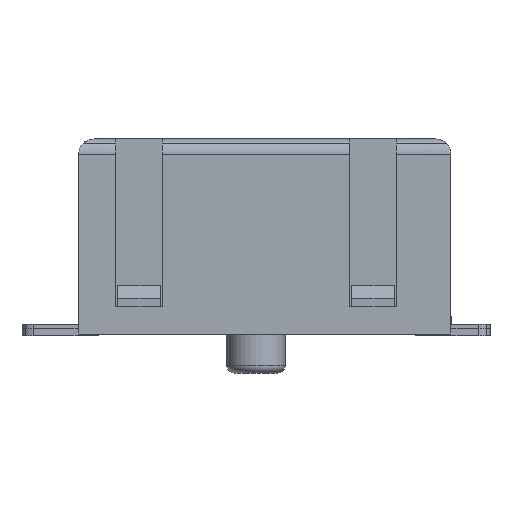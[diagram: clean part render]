
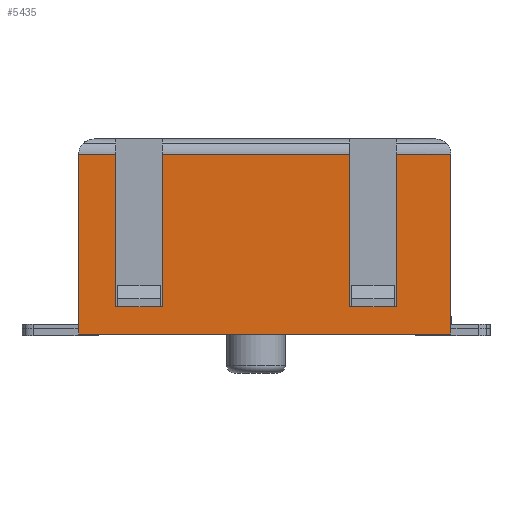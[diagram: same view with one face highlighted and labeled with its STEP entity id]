
A CAD part, left-side view. The second image highlights one B-rep face of the part: STEP entity #5435.
In plain terms, the highlighted planar face has unit normal (-1, 0, 0).
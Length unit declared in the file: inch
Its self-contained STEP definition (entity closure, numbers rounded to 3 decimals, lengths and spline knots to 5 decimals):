
#17 = LINE ( 'NONE', #10229, #8282 ) ;
#196 = DIRECTION ( 'NONE',  ( 0., -1., 0. ) ) ;
#280 = CARTESIAN_POINT ( 'NONE',  ( 2.6878, 2.73783, -0.71452 ) ) ;
#695 = VERTEX_POINT ( 'NONE', #4642 ) ;
#761 = CARTESIAN_POINT ( 'NONE',  ( 2.6878, 2.73783, -0.69878 ) ) ;
#1106 = VECTOR ( 'NONE', #11801, 39.37008 ) ;
#1197 = EDGE_CURVE ( 'NONE', #3259, #14423, #11354, .T. ) ;
#1225 = CARTESIAN_POINT ( 'NONE',  ( 2.6878, 2.46421, -0.86807 ) ) ;
#1258 = VECTOR ( 'NONE', #7940, 39.37008 ) ;
#1291 = LINE ( 'NONE', #1225, #10389 ) ;
#1333 = DIRECTION ( 'NONE',  ( 0., 1., 0. ) ) ;
#1408 = ORIENTED_EDGE ( 'NONE', *, *, #1607, .F. ) ;
#1470 = CARTESIAN_POINT ( 'NONE',  ( 2.6878, 2.70043, -0.71452 ) ) ;
#1607 = EDGE_CURVE ( 'NONE', #695, #3259, #2061, .T. ) ;
#1712 = EDGE_CURVE ( 'NONE', #695, #3075, #4746, .T. ) ;
#1851 = VECTOR ( 'NONE', #13311, 39.37008 ) ;
#1874 = CARTESIAN_POINT ( 'NONE',  ( 2.6878, 2.46421, -0.86807 ) ) ;
#1970 = CARTESIAN_POINT ( 'NONE',  ( 2.6878, 2.36185, -0.71452 ) ) ;
#1986 = FACE_OUTER_BOUND ( 'NONE', #3565, .T. ) ;
#2061 = LINE ( 'NONE', #5492, #1851 ) ;
#2123 = CARTESIAN_POINT ( 'NONE',  ( 2.6878, 2.41696, -0.71452 ) ) ;
#2168 = VERTEX_POINT ( 'NONE', #9412 ) ;
#2377 = CARTESIAN_POINT ( 'NONE',  ( 2.6878, 2.36185, -0.71452 ) ) ;
#2500 = ORIENTED_EDGE ( 'NONE', *, *, #13410, .F. ) ;
#2569 = CARTESIAN_POINT ( 'NONE',  ( 2.6878, 2.65318, -0.86807 ) ) ;
#2599 = CARTESIAN_POINT ( 'NONE',  ( 2.6878, 2.70043, -0.86807 ) ) ;
#2635 = VERTEX_POINT ( 'NONE', #13170 ) ;
#3075 = VERTEX_POINT ( 'NONE', #280 ) ;
#3259 = VERTEX_POINT ( 'NONE', #2599 ) ;
#3350 = VERTEX_POINT ( 'NONE', #1874 ) ;
#3517 = ORIENTED_EDGE ( 'NONE', *, *, #12314, .F. ) ;
#3565 = EDGE_LOOP ( 'NONE', ( #8058, #3517, #14186, #1408, #9913, #2500, #11549, #10508, #8597, #12897, #12234, #8085 ) ) ;
#3623 = VECTOR ( 'NONE', #6431, 39.37008 ) ;
#4325 = VERTEX_POINT ( 'NONE', #2123 ) ;
#4527 = AXIS2_PLACEMENT_3D ( 'NONE', #761, #13232, #10682 ) ;
#4623 = CARTESIAN_POINT ( 'NONE',  ( 2.6878, 2.70043, -0.86807 ) ) ;
#4626 = EDGE_CURVE ( 'NONE', #2168, #3350, #7797, .T. ) ;
#4642 = CARTESIAN_POINT ( 'NONE',  ( 2.6878, 2.70043, -0.71452 ) ) ;
#4746 = LINE ( 'NONE', #1470, #14441 ) ;
#4992 = LINE ( 'NONE', #5872, #12509 ) ;
#5435 = ADVANCED_FACE ( 'NONE', ( #1986 ), #10897, .T. ) ;
#5492 = CARTESIAN_POINT ( 'NONE',  ( 2.6878, 2.70043, -0.71452 ) ) ;
#5542 = CARTESIAN_POINT ( 'NONE',  ( 2.6878, 2.73783, -0.89563 ) ) ;
#5741 = CARTESIAN_POINT ( 'NONE',  ( 2.6878, 2.41696, -0.86807 ) ) ;
#5819 = LINE ( 'NONE', #11314, #7464 ) ;
#5872 = CARTESIAN_POINT ( 'NONE',  ( 2.6878, 2.36185, -0.89563 ) ) ;
#6023 = VECTOR ( 'NONE', #13544, 39.37008 ) ;
#6259 = VERTEX_POINT ( 'NONE', #6418 ) ;
#6398 = LINE ( 'NONE', #9615, #1106 ) ;
#6405 = VERTEX_POINT ( 'NONE', #2377 ) ;
#6418 = CARTESIAN_POINT ( 'NONE',  ( 2.6878, 2.36185, -0.89563 ) ) ;
#6431 = DIRECTION ( 'NONE',  ( 0., 1., 0. ) ) ;
#6724 = VERTEX_POINT ( 'NONE', #10172 ) ;
#6982 = LINE ( 'NONE', #5741, #11144 ) ;
#7178 = EDGE_CURVE ( 'NONE', #6724, #6259, #17, .T. ) ;
#7464 = VECTOR ( 'NONE', #11243, 39.37008 ) ;
#7797 = LINE ( 'NONE', #11431, #1258 ) ;
#7940 = DIRECTION ( 'NONE',  ( 0., 0., -1. ) ) ;
#8036 = EDGE_CURVE ( 'NONE', #3350, #2635, #1291, .T. ) ;
#8058 = ORIENTED_EDGE ( 'NONE', *, *, #9402, .T. ) ;
#8085 = ORIENTED_EDGE ( 'NONE', *, *, #4626, .F. ) ;
#8282 = VECTOR ( 'NONE', #13584, 39.37008 ) ;
#8597 = ORIENTED_EDGE ( 'NONE', *, *, #8753, .T. ) ;
#8657 = CARTESIAN_POINT ( 'NONE',  ( 2.6878, 2.65318, -0.71452 ) ) ;
#8753 = EDGE_CURVE ( 'NONE', #6405, #4325, #11979, .T. ) ;
#9368 = EDGE_CURVE ( 'NONE', #6259, #6405, #4992, .T. ) ;
#9402 = EDGE_CURVE ( 'NONE', #2168, #11201, #6398, .T. ) ;
#9412 = CARTESIAN_POINT ( 'NONE',  ( 2.6878, 2.46421, -0.71452 ) ) ;
#9615 = CARTESIAN_POINT ( 'NONE',  ( 2.6878, 2.46421, -0.71452 ) ) ;
#9913 = ORIENTED_EDGE ( 'NONE', *, *, #1712, .T. ) ;
#9944 = LINE ( 'NONE', #5542, #11447 ) ;
#10172 = CARTESIAN_POINT ( 'NONE',  ( 2.6878, 2.73783, -0.89563 ) ) ;
#10229 = CARTESIAN_POINT ( 'NONE',  ( 2.6878, 2.73783, -0.89563 ) ) ;
#10384 = EDGE_CURVE ( 'NONE', #2635, #4325, #6982, .T. ) ;
#10389 = VECTOR ( 'NONE', #196, 39.37008 ) ;
#10508 = ORIENTED_EDGE ( 'NONE', *, *, #9368, .T. ) ;
#10682 = DIRECTION ( 'NONE',  ( 0., 0., 1. ) ) ;
#10897 = PLANE ( 'NONE',  #4527 ) ;
#11144 = VECTOR ( 'NONE', #12524, 39.37008 ) ;
#11201 = VERTEX_POINT ( 'NONE', #8657 ) ;
#11243 = DIRECTION ( 'NONE',  ( 0., 0., 1. ) ) ;
#11314 = CARTESIAN_POINT ( 'NONE',  ( 2.6878, 2.65318, -0.86807 ) ) ;
#11354 = LINE ( 'NONE', #4623, #6023 ) ;
#11431 = CARTESIAN_POINT ( 'NONE',  ( 2.6878, 2.46421, -0.71452 ) ) ;
#11447 = VECTOR ( 'NONE', #12117, 39.37008 ) ;
#11549 = ORIENTED_EDGE ( 'NONE', *, *, #7178, .T. ) ;
#11801 = DIRECTION ( 'NONE',  ( 0., 1., 0. ) ) ;
#11979 = LINE ( 'NONE', #1970, #3623 ) ;
#12117 = DIRECTION ( 'NONE',  ( 0., 0., 1. ) ) ;
#12234 = ORIENTED_EDGE ( 'NONE', *, *, #8036, .F. ) ;
#12314 = EDGE_CURVE ( 'NONE', #14423, #11201, #5819, .T. ) ;
#12509 = VECTOR ( 'NONE', #12812, 39.37008 ) ;
#12524 = DIRECTION ( 'NONE',  ( 0., 0., 1. ) ) ;
#12812 = DIRECTION ( 'NONE',  ( 0., 0., 1. ) ) ;
#12897 = ORIENTED_EDGE ( 'NONE', *, *, #10384, .F. ) ;
#13170 = CARTESIAN_POINT ( 'NONE',  ( 2.6878, 2.41696, -0.86807 ) ) ;
#13232 = DIRECTION ( 'NONE',  ( -1., 0., 0. ) ) ;
#13311 = DIRECTION ( 'NONE',  ( 0., 0., -1. ) ) ;
#13410 = EDGE_CURVE ( 'NONE', #6724, #3075, #9944, .T. ) ;
#13544 = DIRECTION ( 'NONE',  ( 0., -1., 0. ) ) ;
#13584 = DIRECTION ( 'NONE',  ( 0., -1., 0. ) ) ;
#14186 = ORIENTED_EDGE ( 'NONE', *, *, #1197, .F. ) ;
#14423 = VERTEX_POINT ( 'NONE', #2569 ) ;
#14441 = VECTOR ( 'NONE', #1333, 39.37008 ) ;
